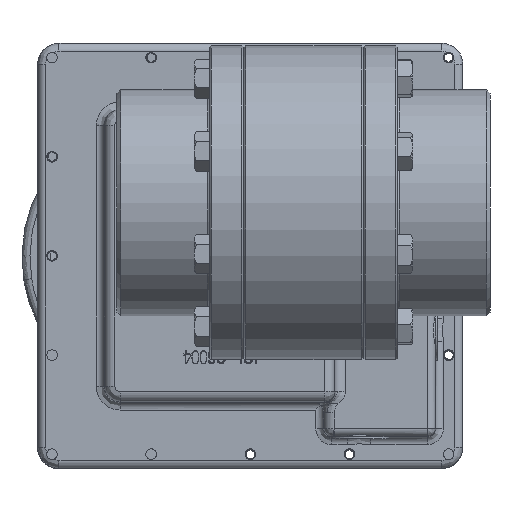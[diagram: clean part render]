
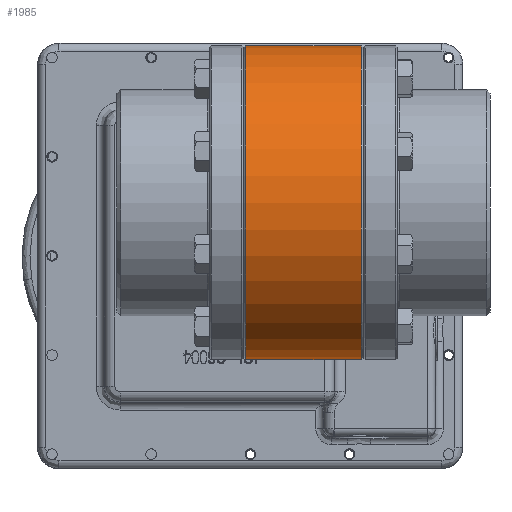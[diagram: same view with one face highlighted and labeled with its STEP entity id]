
A CAD part, front view. The second image highlights one B-rep face of the part: STEP entity #1985.
In plain terms, the highlighted cylindrical face has radius 93.726 mm (diameter 187.452 mm), a partial arc.
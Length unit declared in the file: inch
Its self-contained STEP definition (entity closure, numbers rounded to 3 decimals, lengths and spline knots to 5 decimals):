
#1186 = DIRECTION ( 'NONE',  ( 1., 0., 0. ) ) ;
#1877 = ORIENTED_EDGE ( 'NONE', *, *, #38409, .T. ) ;
#1985 = ADVANCED_FACE ( 'NONE', ( #5640 ), #69784, .T. ) ;
#4494 = AXIS2_PLACEMENT_3D ( 'NONE', #14666, #58132, #20920 ) ;
#5640 = FACE_OUTER_BOUND ( 'NONE', #23775, .T. ) ;
#8059 = DIRECTION ( 'NONE',  ( -1., 0., 0. ) ) ;
#9734 = EDGE_CURVE ( 'NONE', #78974, #25365, #77425, .T. ) ;
#11845 = CARTESIAN_POINT ( 'NONE',  ( 1.3575, 0., 3.69 ) ) ;
#14666 = CARTESIAN_POINT ( 'NONE',  ( 1.3575, 0., 0. ) ) ;
#17437 = CARTESIAN_POINT ( 'NONE',  ( 1.3575, 0., -3.69 ) ) ;
#17947 = CARTESIAN_POINT ( 'NONE',  ( 1.4175, 0., 0. ) ) ;
#20920 = DIRECTION ( 'NONE',  ( 0., 0., -1. ) ) ;
#23775 = EDGE_LOOP ( 'NONE', ( #73262, #38754, #1877, #39163 ) ) ;
#24765 = VERTEX_POINT ( 'NONE', #17437 ) ;
#25186 = EDGE_CURVE ( 'NONE', #24765, #25365, #80266, .T. ) ;
#25365 = VERTEX_POINT ( 'NONE', #33886 ) ;
#25782 = CARTESIAN_POINT ( 'NONE',  ( 1.4175, 0., -3.69 ) ) ;
#33147 = CARTESIAN_POINT ( 'NONE',  ( -1.3575, 0., 3.69 ) ) ;
#33886 = CARTESIAN_POINT ( 'NONE',  ( -1.3575, 0., -3.69 ) ) ;
#37586 = AXIS2_PLACEMENT_3D ( 'NONE', #38477, #1186, #44712 ) ;
#38409 = EDGE_CURVE ( 'NONE', #79448, #78974, #71213, .T. ) ;
#38477 = CARTESIAN_POINT ( 'NONE',  ( -1.3575, 0., 0. ) ) ;
#38754 = ORIENTED_EDGE ( 'NONE', *, *, #51457, .T. ) ;
#39163 = ORIENTED_EDGE ( 'NONE', *, *, #9734, .T. ) ;
#41710 = DIRECTION ( 'NONE',  ( -1., 0., 0. ) ) ;
#42219 = CARTESIAN_POINT ( 'NONE',  ( 1.4175, 0., 3.69 ) ) ;
#43319 = VECTOR ( 'NONE', #8059, 39.37008 ) ;
#44712 = DIRECTION ( 'NONE',  ( 0., 0., -1. ) ) ;
#51457 = EDGE_CURVE ( 'NONE', #24765, #79448, #75961, .T. ) ;
#58132 = DIRECTION ( 'NONE',  ( -1., 0., 0. ) ) ;
#60628 = AXIS2_PLACEMENT_3D ( 'NONE', #17947, #41710, #79670 ) ;
#69784 = CYLINDRICAL_SURFACE ( 'NONE', #60628, 3.69 ) ;
#71213 = LINE ( 'NONE', #42219, #73210 ) ;
#73210 = VECTOR ( 'NONE', #79442, 39.37008 ) ;
#73262 = ORIENTED_EDGE ( 'NONE', *, *, #25186, .F. ) ;
#75961 = CIRCLE ( 'NONE', #4494, 3.69 ) ;
#77425 = CIRCLE ( 'NONE', #37586, 3.69 ) ;
#78974 = VERTEX_POINT ( 'NONE', #33147 ) ;
#79442 = DIRECTION ( 'NONE',  ( -1., 0., 0. ) ) ;
#79448 = VERTEX_POINT ( 'NONE', #11845 ) ;
#79670 = DIRECTION ( 'NONE',  ( 0., 0., 1. ) ) ;
#80266 = LINE ( 'NONE', #25782, #43319 ) ;
